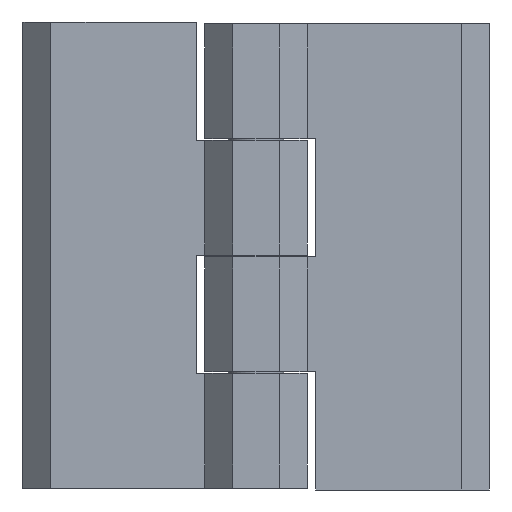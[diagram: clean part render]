
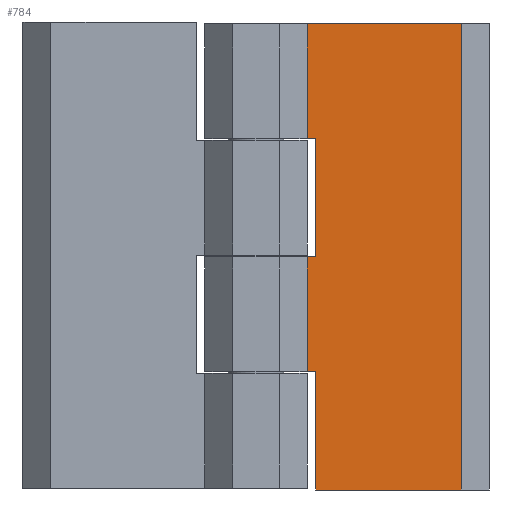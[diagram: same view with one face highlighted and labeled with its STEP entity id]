
A CAD part, front view. The second image highlights one B-rep face of the part: STEP entity #784.
In plain terms, the highlighted planar face has unit normal (0, -1, 0).
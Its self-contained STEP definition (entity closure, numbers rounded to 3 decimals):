
#215 = CARTESIAN_POINT ( 'NONE',  ( 5.5, 0., 0. ) ) ;
#269 = VERTEX_POINT ( 'NONE', #2956 ) ;
#490 = VECTOR ( 'NONE', #8782, 1000. ) ;
#686 = VECTOR ( 'NONE', #1487, 1000. ) ;
#701 = EDGE_CURVE ( 'NONE', #9115, #1201, #8972, .T. ) ;
#734 = ORIENTED_EDGE ( 'NONE', *, *, #1356, .T. ) ;
#784 = ADVANCED_FACE ( 'NONE', ( #5136 ), #8144, .T. ) ;
#897 = ORIENTED_EDGE ( 'NONE', *, *, #5294, .F. ) ;
#1102 = EDGE_CURVE ( 'NONE', #4613, #8805, #8353, .T. ) ;
#1143 = CARTESIAN_POINT ( 'NONE',  ( 6.401, 0., -25. ) ) ;
#1198 = CARTESIAN_POINT ( 'NONE',  ( 6.401, 0., -12.3 ) ) ;
#1201 = VERTEX_POINT ( 'NONE', #215 ) ;
#1303 = DIRECTION ( 'NONE',  ( -1., 0., 0. ) ) ;
#1356 = EDGE_CURVE ( 'NONE', #2592, #9257, #5003, .T. ) ;
#1377 = VECTOR ( 'NONE', #8796, 1000. ) ;
#1487 = DIRECTION ( 'NONE',  ( 1., 0., 0. ) ) ;
#1589 = ORIENTED_EDGE ( 'NONE', *, *, #1102, .F. ) ;
#1591 = CARTESIAN_POINT ( 'NONE',  ( 6.4, 0., -37.3 ) ) ;
#1597 = VECTOR ( 'NONE', #1303, 1000. ) ;
#1704 = EDGE_CURVE ( 'NONE', #1201, #8073, #5968, .T. ) ;
#1720 = LINE ( 'NONE', #6463, #9238 ) ;
#1889 = DIRECTION ( 'NONE',  ( -1., 0., 0. ) ) ;
#1933 = VECTOR ( 'NONE', #5481, 1000. ) ;
#1937 = EDGE_CURVE ( 'NONE', #269, #5060, #6414, .T. ) ;
#1999 = EDGE_CURVE ( 'NONE', #8805, #3311, #9567, .T. ) ;
#2074 = DIRECTION ( 'NONE',  ( 0., 0., 1. ) ) ;
#2366 = LINE ( 'NONE', #3899, #1933 ) ;
#2592 = VERTEX_POINT ( 'NONE', #7178 ) ;
#2774 = LINE ( 'NONE', #5839, #1597 ) ;
#2859 = CARTESIAN_POINT ( 'NONE',  ( 5.5, 0., -50. ) ) ;
#2947 = CARTESIAN_POINT ( 'NONE',  ( 5.5, 0., -50. ) ) ;
#2956 = CARTESIAN_POINT ( 'NONE',  ( 6.401, 0., -25. ) ) ;
#3311 = VERTEX_POINT ( 'NONE', #6891 ) ;
#3357 = CARTESIAN_POINT ( 'NONE',  ( 5.5, 0., -37.3 ) ) ;
#3712 = DIRECTION ( 'NONE',  ( 0., 0., 1. ) ) ;
#3899 = CARTESIAN_POINT ( 'NONE',  ( 5.5, 0., -25. ) ) ;
#3927 = ORIENTED_EDGE ( 'NONE', *, *, #701, .F. ) ;
#4257 = CARTESIAN_POINT ( 'NONE',  ( 5.5, 0., -50. ) ) ;
#4374 = ORIENTED_EDGE ( 'NONE', *, *, #6236, .F. ) ;
#4389 = DIRECTION ( 'NONE',  ( 0., -1., 0. ) ) ;
#4577 = CARTESIAN_POINT ( 'NONE',  ( 22., 0., 0. ) ) ;
#4613 = VERTEX_POINT ( 'NONE', #8627 ) ;
#4711 = CARTESIAN_POINT ( 'NONE',  ( 5.5, 0., -12.3 ) ) ;
#4900 = AXIS2_PLACEMENT_3D ( 'NONE', #2947, #4389, #5519 ) ;
#4963 = ORIENTED_EDGE ( 'NONE', *, *, #6458, .T. ) ;
#4973 = ORIENTED_EDGE ( 'NONE', *, *, #1937, .F. ) ;
#5003 = LINE ( 'NONE', #4257, #1377 ) ;
#5060 = VERTEX_POINT ( 'NONE', #1198 ) ;
#5136 = FACE_OUTER_BOUND ( 'NONE', #6796, .T. ) ;
#5294 = EDGE_CURVE ( 'NONE', #2592, #4613, #1720, .T. ) ;
#5481 = DIRECTION ( 'NONE',  ( 1., 0., 0. ) ) ;
#5519 = DIRECTION ( 'NONE',  ( 0., 0., -1. ) ) ;
#5568 = ORIENTED_EDGE ( 'NONE', *, *, #1704, .F. ) ;
#5586 = ORIENTED_EDGE ( 'NONE', *, *, #1999, .F. ) ;
#5839 = CARTESIAN_POINT ( 'NONE',  ( 6.4, 0., -12.3 ) ) ;
#5968 = LINE ( 'NONE', #8931, #686 ) ;
#6236 = EDGE_CURVE ( 'NONE', #5060, #9115, #2774, .T. ) ;
#6414 = LINE ( 'NONE', #1143, #490 ) ;
#6458 = EDGE_CURVE ( 'NONE', #9257, #8073, #9718, .T. ) ;
#6463 = CARTESIAN_POINT ( 'NONE',  ( 6.401, 0., -50. ) ) ;
#6516 = DIRECTION ( 'NONE',  ( 0., 0., 1. ) ) ;
#6761 = EDGE_CURVE ( 'NONE', #3311, #269, #2366, .T. ) ;
#6796 = EDGE_LOOP ( 'NONE', ( #4973, #6978, #5586, #1589, #897, #734, #4963, #5568, #3927, #4374 ) ) ;
#6891 = CARTESIAN_POINT ( 'NONE',  ( 5.5, 0., -25. ) ) ;
#6978 = ORIENTED_EDGE ( 'NONE', *, *, #6761, .F. ) ;
#7178 = CARTESIAN_POINT ( 'NONE',  ( 6.401, 0., -50. ) ) ;
#7304 = DIRECTION ( 'NONE',  ( 0., 0., 1. ) ) ;
#7525 = VECTOR ( 'NONE', #2074, 1000. ) ;
#7575 = VECTOR ( 'NONE', #7304, 1000. ) ;
#7755 = VECTOR ( 'NONE', #3712, 1000. ) ;
#8073 = VERTEX_POINT ( 'NONE', #4577 ) ;
#8144 = PLANE ( 'NONE',  #4900 ) ;
#8258 = VECTOR ( 'NONE', #1889, 1000. ) ;
#8297 = CARTESIAN_POINT ( 'NONE',  ( 22., 0., -50. ) ) ;
#8353 = LINE ( 'NONE', #1591, #8258 ) ;
#8627 = CARTESIAN_POINT ( 'NONE',  ( 6.401, 0., -37.3 ) ) ;
#8782 = DIRECTION ( 'NONE',  ( 0., 0., 1. ) ) ;
#8796 = DIRECTION ( 'NONE',  ( 1., 0., 0. ) ) ;
#8805 = VERTEX_POINT ( 'NONE', #3357 ) ;
#8931 = CARTESIAN_POINT ( 'NONE',  ( 5.5, 0., 0. ) ) ;
#8972 = LINE ( 'NONE', #2859, #7525 ) ;
#9115 = VERTEX_POINT ( 'NONE', #4711 ) ;
#9238 = VECTOR ( 'NONE', #6516, 1000. ) ;
#9257 = VERTEX_POINT ( 'NONE', #9302 ) ;
#9302 = CARTESIAN_POINT ( 'NONE',  ( 22., 0., -50. ) ) ;
#9470 = CARTESIAN_POINT ( 'NONE',  ( 5.5, 0., -50. ) ) ;
#9567 = LINE ( 'NONE', #9470, #7575 ) ;
#9718 = LINE ( 'NONE', #8297, #7755 ) ;
